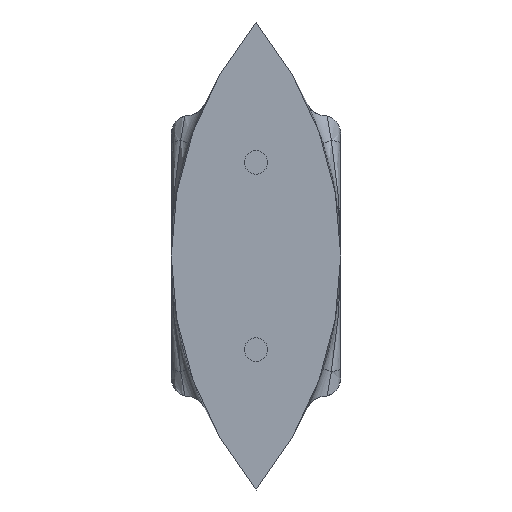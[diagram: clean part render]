
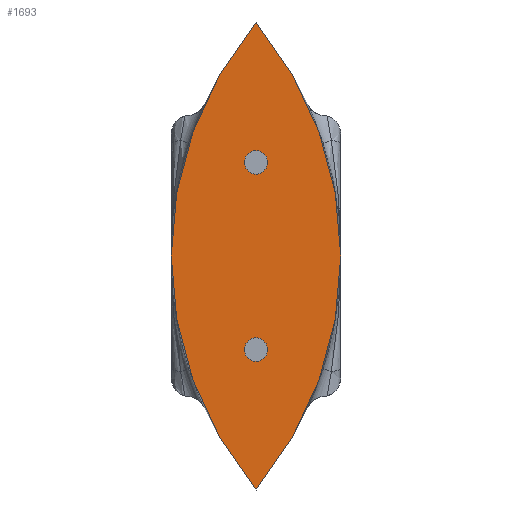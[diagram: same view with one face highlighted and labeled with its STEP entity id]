
A CAD part, front view. The second image highlights one B-rep face of the part: STEP entity #1693.
In plain terms, the highlighted planar face has unit normal (0, -1, 0).
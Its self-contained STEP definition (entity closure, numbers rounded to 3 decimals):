
#29=FACE_BOUND('',#444,.T.);
#30=FACE_BOUND('',#445,.T.);
#238=PLANE('',#1866);
#321=FACE_OUTER_BOUND('',#443,.T.);
#443=EDGE_LOOP('',(#1408,#1409));
#444=EDGE_LOOP('',(#1410,#1411));
#445=EDGE_LOOP('',(#1412,#1413));
#569=CIRCLE('',#1766,1.25);
#570=CIRCLE('',#1767,1.25);
#573=CIRCLE('',#1772,1.25);
#574=CIRCLE('',#1773,1.25);
#633=CIRCLE('',#1867,39.051);
#634=CIRCLE('',#1868,39.051);
#673=VERTEX_POINT('',#2311);
#674=VERTEX_POINT('',#2312);
#677=VERTEX_POINT('',#2322);
#678=VERTEX_POINT('',#2323);
#779=VERTEX_POINT('',#4424);
#780=VERTEX_POINT('',#4425);
#829=EDGE_CURVE('',#673,#674,#569,.T.);
#830=EDGE_CURVE('',#674,#673,#570,.T.);
#834=EDGE_CURVE('',#677,#678,#573,.T.);
#835=EDGE_CURVE('',#678,#677,#574,.T.);
#1004=EDGE_CURVE('',#779,#780,#633,.T.);
#1005=EDGE_CURVE('',#779,#780,#634,.T.);
#1408=ORIENTED_EDGE('',*,*,#1004,.F.);
#1409=ORIENTED_EDGE('',*,*,#1005,.T.);
#1410=ORIENTED_EDGE('',*,*,#829,.T.);
#1411=ORIENTED_EDGE('',*,*,#830,.T.);
#1412=ORIENTED_EDGE('',*,*,#834,.T.);
#1413=ORIENTED_EDGE('',*,*,#835,.T.);
#1693=ADVANCED_FACE('',(#321,#29,#30),#238,.F.);
#1766=AXIS2_PLACEMENT_3D('',#2313,#1953,#1954);
#1767=AXIS2_PLACEMENT_3D('',#2314,#1955,#1956);
#1772=AXIS2_PLACEMENT_3D('',#2324,#1966,#1967);
#1773=AXIS2_PLACEMENT_3D('',#2325,#1968,#1969);
#1866=AXIS2_PLACEMENT_3D('',#4423,#2173,#2174);
#1867=AXIS2_PLACEMENT_3D('',#4426,#2175,#2176);
#1868=AXIS2_PLACEMENT_3D('',#4427,#2177,#2178);
#1953=DIRECTION('center_axis',(0.,1.,0.));
#1954=DIRECTION('ref_axis',(1.,0.,0.));
#1955=DIRECTION('center_axis',(0.,1.,0.));
#1956=DIRECTION('ref_axis',(1.,0.,0.));
#1966=DIRECTION('center_axis',(0.,1.,0.));
#1967=DIRECTION('ref_axis',(1.,0.,0.));
#1968=DIRECTION('center_axis',(0.,1.,0.));
#1969=DIRECTION('ref_axis',(1.,0.,0.));
#2173=DIRECTION('center_axis',(0.,1.,0.));
#2174=DIRECTION('ref_axis',(0.,0.,1.));
#2175=DIRECTION('center_axis',(0.,1.,0.));
#2176=DIRECTION('ref_axis',(-0.768,0.,-0.64));
#2177=DIRECTION('center_axis',(0.,-1.,0.));
#2178=DIRECTION('ref_axis',(0.768,0.,-0.64));
#2311=CARTESIAN_POINT('',(1.25,-100.,-10.));
#2312=CARTESIAN_POINT('',(-1.25,-100.,-10.));
#2313=CARTESIAN_POINT('Origin',(0.,-100.,-10.));
#2314=CARTESIAN_POINT('Origin',(0.,-100.,-10.));
#2322=CARTESIAN_POINT('',(1.25,-100.,10.));
#2323=CARTESIAN_POINT('',(-1.25,-100.,10.));
#2324=CARTESIAN_POINT('Origin',(0.,-100.,10.));
#2325=CARTESIAN_POINT('Origin',(0.,-100.,10.));
#4423=CARTESIAN_POINT('Origin',(-4.526,-100.,0.));
#4424=CARTESIAN_POINT('',(0.,-100.,-25.));
#4425=CARTESIAN_POINT('',(0.,-100.,25.));
#4426=CARTESIAN_POINT('Origin',(30.,-100.,0.));
#4427=CARTESIAN_POINT('Origin',(-30.,-100.,0.));
